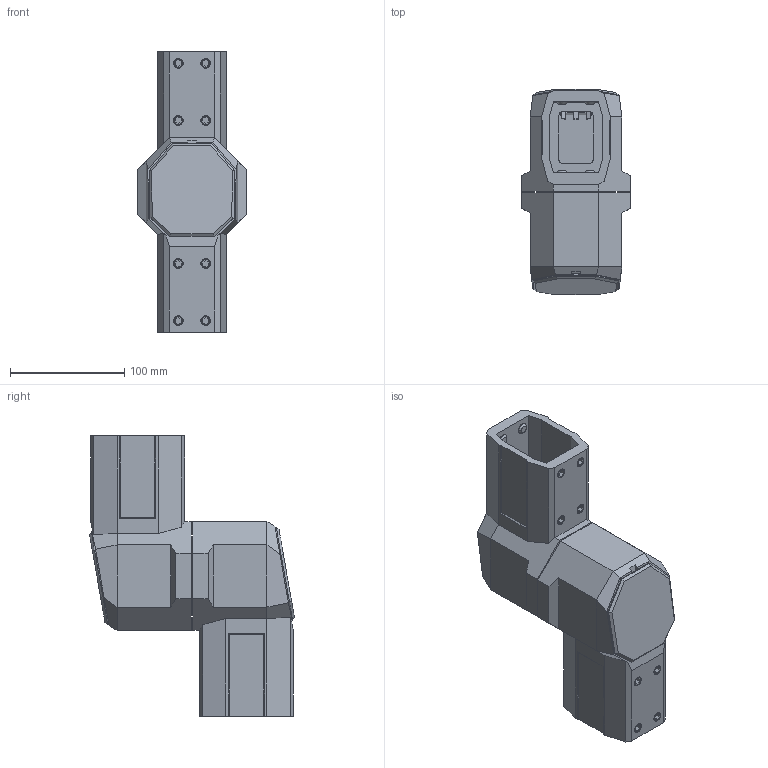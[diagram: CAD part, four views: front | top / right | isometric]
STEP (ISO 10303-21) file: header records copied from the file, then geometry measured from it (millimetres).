
FILE_DESCRIPTION((''),'2;1');
FILE_NAME('ZWISCHENGELENK_CS-2000-SL_ASM','2010-07-27T',('M.Fehring'),(''),'PRO/ENGINEER BY PARAMETRIC TECHNOLOGY CORPORATION, 2005070','PRO/ENGINEER BY PARAMETRIC TECHNOLOGY CORPORATION, 2005070','');
FILE_SCHEMA(('AUTOMOTIVE_DESIGN_CC2 { 1 2 10303 214 -1 1 5 2 }'));
Length unit declared in the file: millimetre
Products named in the file (4): ZWISCHENG-UNTERT_CS-2000-SL; ABDECKUNG_2; GEWINDESTIFTM10X12; ZWISCHENGELENK_CS-2000-SL_ASM
Assembly tree (20 placements, depth 2):
  ZWISCHENGELENK_CS-2000-SL_ASM
    ZWISCHENG-UNTERT_CS-2000-SL  x2
    ABDECKUNG_2  x2
    GEWINDESTIFTM10X12  x16
Bounding box: 95 x 179.15 x 245.06 mm (x, y, z)
Volume: 604930.3 mm3; surface area: 225648.2 mm2
Topology: 20 solids, 20 shells, 832 faces, 2096 edges, 1332 vertices
Faces by surface type: plane 600, cylinder 168, cone 64
Entity records: 12233 total; most frequent: CARTESIAN_POINT 1713, DIRECTION 1674, ORIENTED_EDGE 1648, EDGE_CURVE 824, PRESENTATION_STYLE_ASSIGNMENT 794, STYLED_ITEM 794, CURVE_STYLE 792, VECTOR 628
